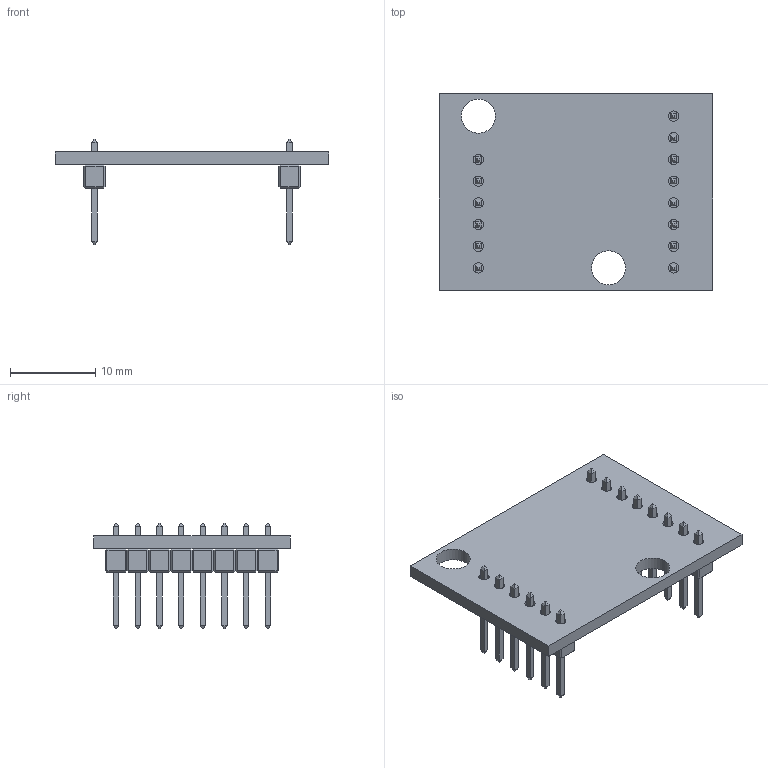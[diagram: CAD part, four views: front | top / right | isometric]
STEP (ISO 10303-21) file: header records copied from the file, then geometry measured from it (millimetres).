
FILE_DESCRIPTION(/* description */ (''),/* implementation_level */ '2;1');
FILE_NAME(/* name */ 'SC1801P.stp',/* time_stamp */ '2012-07-13T13:52:53+02:00',/* author */ ('DR. FRITZ FAULHABER GmbH & Co. KG'),/* organization */ ('DR. FRITZ FAULHABER GmbH & Co. KG'),/* preprocessor_version */ 'ST-DEVELOPER v11',/* originating_system */ 'SIEMENS PLM Software NX 7.5',/* authorisation */ '');
FILE_SCHEMA (('AUTOMOTIVE_DESIGN { 1 0 10303 214 1 1 1 1 }'));
Length unit declared in the file: millimetre
Products named in the file (1): SC1801x
Bounding box: 32 x 23 x 12.4 mm (x, y, z)
Volume: 1335 mm3; surface area: 2300 mm2
Topology: 1 solids, 1 shells, 614 faces, 1252 edges, 672 vertices
Faces by surface type: plane 598, cylinder 16
Full cylindrical faces by diameter (mm): 1.2 x14, 4 x2
Entity records: 15052 total; most frequent: CARTESIAN_POINT 2507, DIRECTION 2490, ORIENTED_EDGE 2456, EDGE_CURVE 1228, LINE 1196, VECTOR 1196, EDGE_LOOP 690, VERTEX_POINT 664
